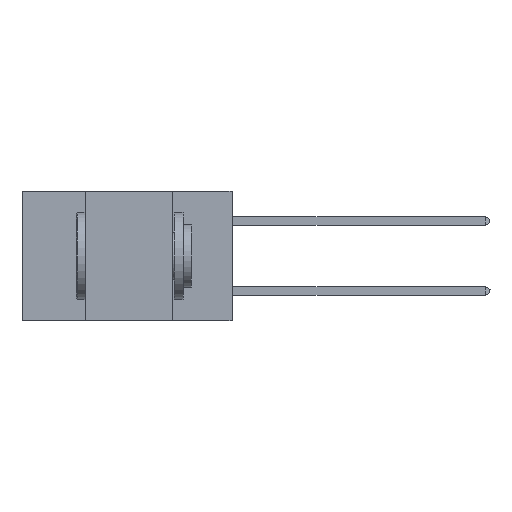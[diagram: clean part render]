
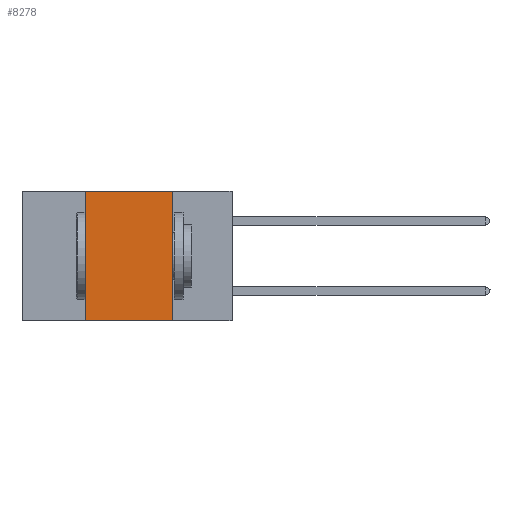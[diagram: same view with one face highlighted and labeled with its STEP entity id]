
A CAD part, left-side view. The second image highlights one B-rep face of the part: STEP entity #8278.
In plain terms, the highlighted planar face has unit normal (-1, 0, 0).
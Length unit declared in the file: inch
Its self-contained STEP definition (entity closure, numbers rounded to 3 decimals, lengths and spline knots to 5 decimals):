
#480 = EDGE_CURVE ( 'NONE', #7492, #24505, #9341, .T. ) ;
#1305 = DIRECTION ( 'NONE',  ( 1., 0., 0. ) ) ;
#1405 = DIRECTION ( 'NONE',  ( 0., 0., -1. ) ) ;
#2183 = DIRECTION ( 'NONE',  ( 0., -1., 0. ) ) ;
#3088 = ORIENTED_EDGE ( 'NONE', *, *, #14556, .F. ) ;
#3123 = CARTESIAN_POINT ( 'NONE',  ( 0., 0.42, 0. ) ) ;
#3424 = AXIS2_PLACEMENT_3D ( 'NONE', #15500, #1305, #1405 ) ;
#4424 = VECTOR ( 'NONE', #20810, 39.37008 ) ;
#4494 = EDGE_CURVE ( 'NONE', #7492, #26140, #13490, .T. ) ;
#4500 = CARTESIAN_POINT ( 'NONE',  ( 0., 0.17, 0. ) ) ;
#6197 = CARTESIAN_POINT ( 'NONE',  ( 0., 0.6, -0.37 ) ) ;
#6665 = VERTEX_POINT ( 'NONE', #9459 ) ;
#7492 = VERTEX_POINT ( 'NONE', #13827 ) ;
#7694 = VECTOR ( 'NONE', #2183, 39.37008 ) ;
#8278 = ADVANCED_FACE ( 'NONE', ( #14471 ), #13013, .F. ) ;
#8630 = CARTESIAN_POINT ( 'NONE',  ( 0., 0.17, -0.37 ) ) ;
#8892 = ORIENTED_EDGE ( 'NONE', *, *, #10777, .F. ) ;
#9341 = LINE ( 'NONE', #6197, #12572 ) ;
#9369 = ORIENTED_EDGE ( 'NONE', *, *, #4494, .F. ) ;
#9459 = CARTESIAN_POINT ( 'NONE',  ( 0., 0.17, 0. ) ) ;
#10070 = CARTESIAN_POINT ( 'NONE',  ( 0., 0.42, 0. ) ) ;
#10777 = EDGE_CURVE ( 'NONE', #26140, #6665, #11389, .T. ) ;
#11389 = LINE ( 'NONE', #23013, #7694 ) ;
#12310 = ORIENTED_EDGE ( 'NONE', *, *, #480, .T. ) ;
#12362 = DIRECTION ( 'NONE',  ( 0., 0., 1. ) ) ;
#12572 = VECTOR ( 'NONE', #26326, 39.37008 ) ;
#13013 = PLANE ( 'NONE',  #3424 ) ;
#13490 = LINE ( 'NONE', #3123, #24867 ) ;
#13827 = CARTESIAN_POINT ( 'NONE',  ( 0., 0.42, -0.37 ) ) ;
#14471 = FACE_OUTER_BOUND ( 'NONE', #16241, .T. ) ;
#14556 = EDGE_CURVE ( 'NONE', #6665, #24505, #18006, .T. ) ;
#15500 = CARTESIAN_POINT ( 'NONE',  ( 0., 0.6, 0. ) ) ;
#16241 = EDGE_LOOP ( 'NONE', ( #3088, #8892, #9369, #12310 ) ) ;
#18006 = LINE ( 'NONE', #4500, #4424 ) ;
#20810 = DIRECTION ( 'NONE',  ( 0., 0., -1. ) ) ;
#23013 = CARTESIAN_POINT ( 'NONE',  ( 0., 0.6, 0. ) ) ;
#24505 = VERTEX_POINT ( 'NONE', #8630 ) ;
#24867 = VECTOR ( 'NONE', #12362, 39.37008 ) ;
#26140 = VERTEX_POINT ( 'NONE', #10070 ) ;
#26326 = DIRECTION ( 'NONE',  ( 0., -1., 0. ) ) ;
